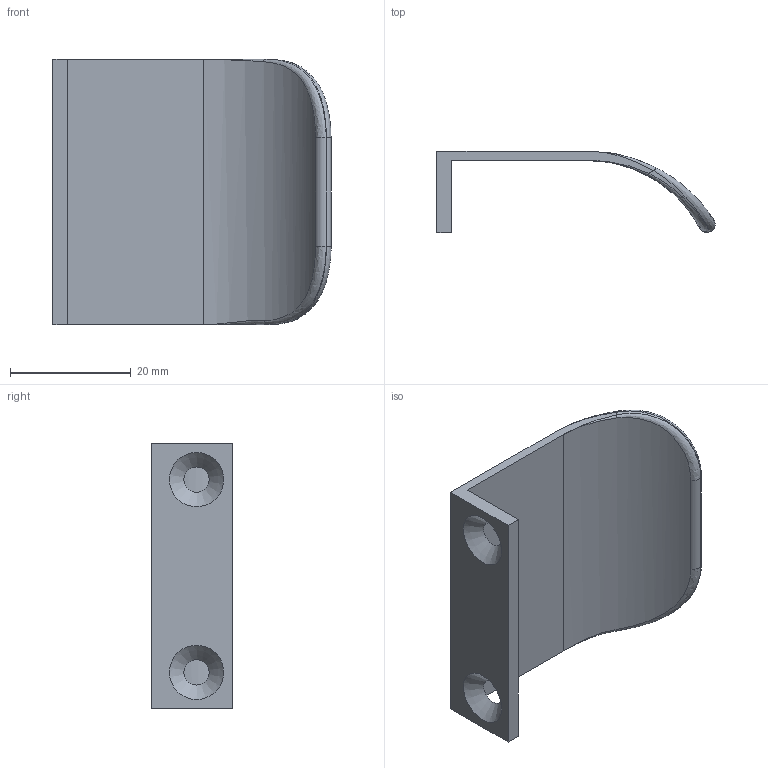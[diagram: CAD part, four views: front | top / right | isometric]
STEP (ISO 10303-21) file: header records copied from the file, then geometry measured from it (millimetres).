
FILE_DESCRIPTION(/* description */ (''),/* implementation_level */ '2;1');
FILE_NAME(/* name */ 'UZ-FIORD.stp',/* time_stamp */ '2021-11-25T12:29:10+01:00',/* author */ ('tomaszw'),/* organization */ (''),/* preprocessor_version */ 'ST-DEVELOPER v18.1',/* originating_system */ 'Autodesk Inventor 2021',/* authorisation */ '');
FILE_SCHEMA (('AUTOMOTIVE_DESIGN { 1 0 10303 214 3 1 1 }'));
Length unit declared in the file: millimetre
Products named in the file (1): UZ-FIORD
Bounding box: 46.18 x 13.5 x 44 mm (x, y, z)
Volume: 4708.7 mm3; surface area: 5636.1 mm2
Topology: 1 solids, 1 shells, 24 faces, 58 edges, 32 vertices
Faces by surface type: bspline 8, plane 8, cylinder 6, cone 2
Entity records: 1085 total; most frequent: CARTESIAN_POINT 561, ORIENTED_EDGE 108, DIRECTION 76, EDGE_CURVE 54, VERTEX_POINT 32, EDGE_LOOP 28, LINE 26, VECTOR 26
